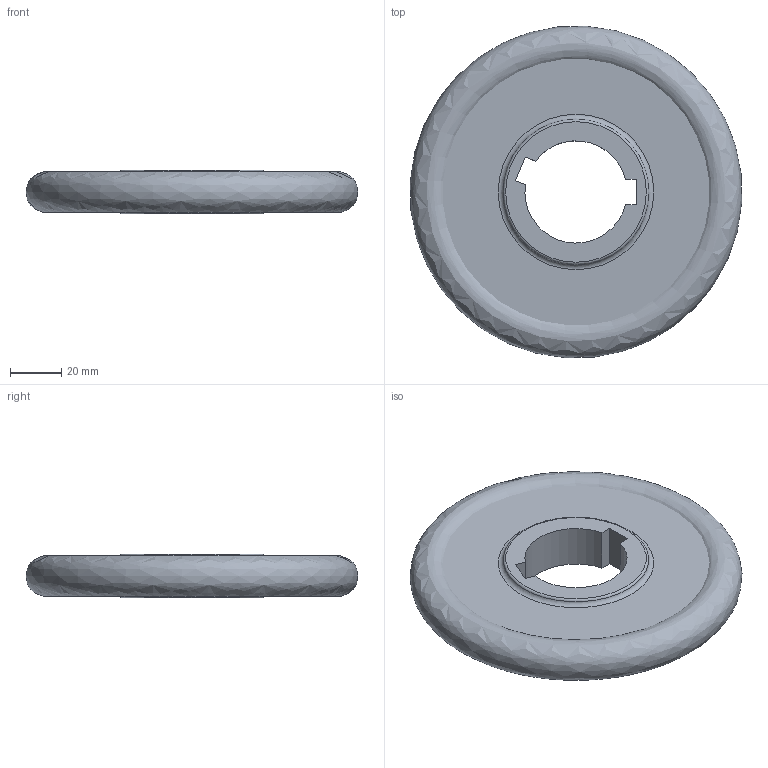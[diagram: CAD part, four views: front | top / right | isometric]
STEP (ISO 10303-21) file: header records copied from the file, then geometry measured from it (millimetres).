
FILE_DESCRIPTION(/* description */ (''),/* implementation_level */ '2;1');
FILE_NAME(/* name */ '335.25-125.1317.40-8R-R8.stp',/* time_stamp */ '2020-03-03T09:31:47+05:00',/* author */ (''),/* organization */ (''),/* preprocessor_version */ 'ST-DEVELOPER v16.7',/* originating_system */ 'SIEMENS PLM Software NX 12.0',/* authorisation */ '');
FILE_SCHEMA (('AUTOMOTIVE_DESIGN { 1 0 10303 214 3 1 1 1 }'));
Length unit declared in the file: millimetre
Products named in the file (1): inpu0FF0A947n6z1
Bounding box: 129.64 x 129.64 x 17 mm (x, y, z)
Volume: 203356.2 mm3; surface area: 44852.6 mm2
Topology: 2 solids, 3 shells, 22 faces, 50 edges, 33 vertices
Faces by surface type: plane 11, torus 6, cylinder 3, cone 1, revolution 1
Full cylindrical faces by diameter (mm): 121.8 x1
Entity records: 602 total; most frequent: DIRECTION 103, CARTESIAN_POINT 91, ORIENTED_EDGE 70, AXIS2_PLACEMENT_3D 41, EDGE_CURVE 35, EDGE_LOOP 32, VERTEX_POINT 29, FACE_BOUND 25
